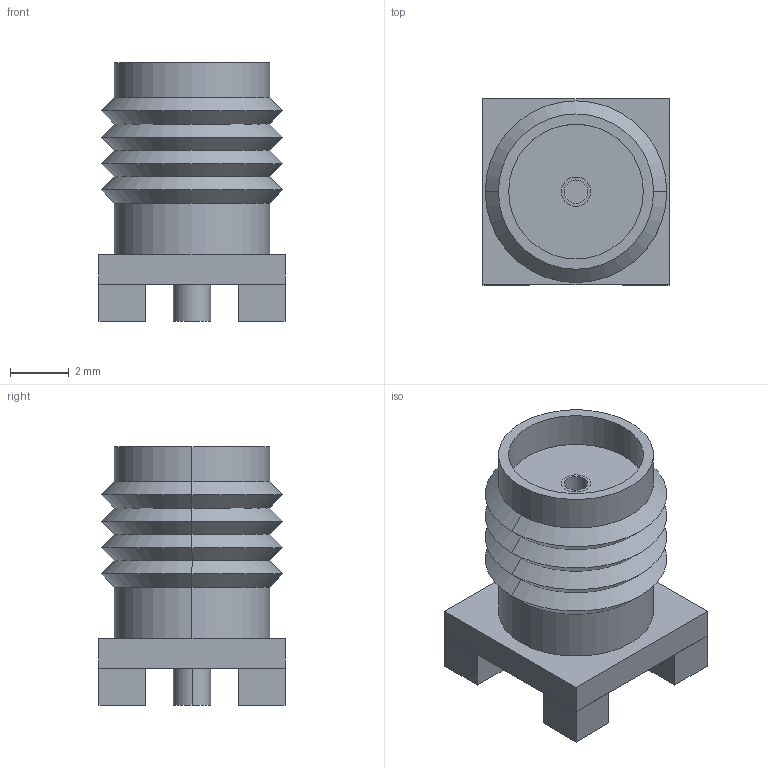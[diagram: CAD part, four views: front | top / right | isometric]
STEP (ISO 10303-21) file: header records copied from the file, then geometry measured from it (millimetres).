
FILE_DESCRIPTION((''),'2;1');
FILE_NAME('JOHNSON_142-0711-201.stp','2009-12-01T17:12:49',(''),(''),'Mechanical Desktop 2006','Mechanical Desktop 2006',', , ');
FILE_SCHEMA(('AUTOMOTIVE_DESIGN { 1 2 10303 214 0 1 1 1 }'));
Length unit declared in the file: millimetre
Products named in the file (1): Product
Bounding box: 6.35 x 6.35 x 8.84 mm (x, y, z)
Volume: 192.9 mm3; surface area: 496.7 mm2
Topology: 11 solids, 11 shells, 86 faces, 164 edges, 104 vertices
Faces by surface type: plane 46, cylinder 24, cone 16
Entity records: 2214 total; most frequent: DIRECTION 402, CARTESIAN_POINT 355, ORIENTED_EDGE 328, EDGE_CURVE 164, AXIS2_PLACEMENT_3D 151, VERTEX_POINT 104, VECTOR 100, LINE 100
